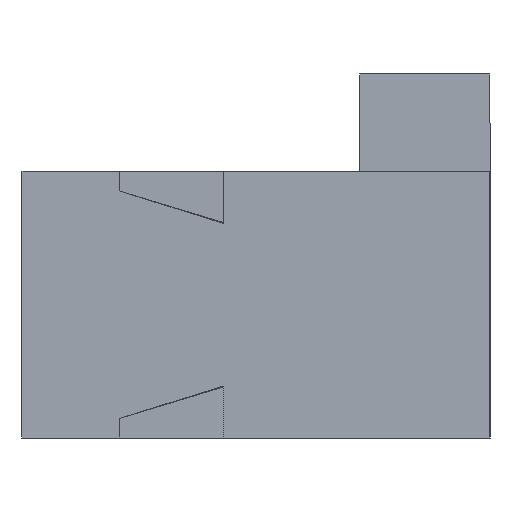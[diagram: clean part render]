
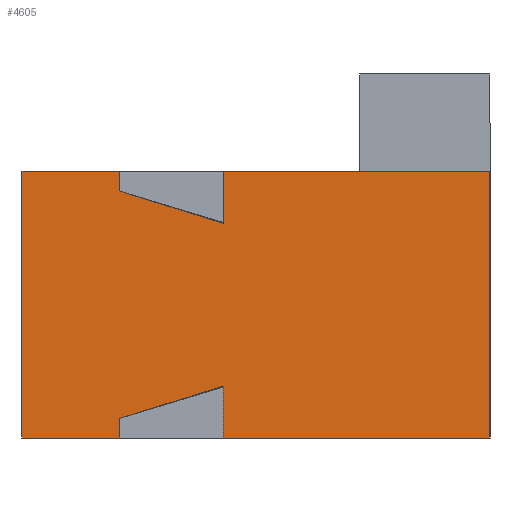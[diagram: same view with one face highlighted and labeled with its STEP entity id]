
A CAD part, left-side view. The second image highlights one B-rep face of the part: STEP entity #4605.
In plain terms, the highlighted planar face has unit normal (-1, 0, 0).
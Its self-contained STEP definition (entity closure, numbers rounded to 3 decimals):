
#51 = ORIENTED_EDGE ( 'NONE', *, *, #2068, .T. ) ;
#103 = EDGE_CURVE ( 'NONE', #4197, #8449, #4965, .T. ) ;
#134 = CARTESIAN_POINT ( 'NONE',  ( -10.1, 0., 2.05 ) ) ;
#151 = VECTOR ( 'NONE', #4098, 1000. ) ;
#281 = CARTESIAN_POINT ( 'NONE',  ( -10.1, 4.1, -2.05 ) ) ;
#305 = CARTESIAN_POINT ( 'NONE',  ( -10.1, 4.1, 2.05 ) ) ;
#436 = DIRECTION ( 'NONE',  ( -1., 0., 0. ) ) ;
#448 = EDGE_CURVE ( 'NONE', #782, #1744, #2695, .T. ) ;
#578 = EDGE_CURVE ( 'NONE', #3508, #6481, #851, .T. ) ;
#591 = VECTOR ( 'NONE', #1152, 1000. ) ;
#782 = VERTEX_POINT ( 'NONE', #3527 ) ;
#825 = CARTESIAN_POINT ( 'NONE',  ( -10.1, 4.1, -2.05 ) ) ;
#846 = EDGE_CURVE ( 'NONE', #3512, #6237, #4464, .T. ) ;
#851 = LINE ( 'NONE', #8465, #1760 ) ;
#918 = LINE ( 'NONE', #825, #3221 ) ;
#1021 = FACE_OUTER_BOUND ( 'NONE', #1498, .T. ) ;
#1152 = DIRECTION ( 'NONE',  ( 0., 0., -1. ) ) ;
#1230 = ORIENTED_EDGE ( 'NONE', *, *, #1626, .F. ) ;
#1248 = CARTESIAN_POINT ( 'NONE',  ( -10.1, 0., -2.05 ) ) ;
#1309 = VECTOR ( 'NONE', #3493, 1000. ) ;
#1498 = EDGE_LOOP ( 'NONE', ( #4626, #1230, #7881, #6611, #2744, #51, #4552, #5196, #3764, #1822, #3317, #7641 ) ) ;
#1577 = CARTESIAN_POINT ( 'NONE',  ( -10.1, 5.7, -2.05 ) ) ;
#1609 = CARTESIAN_POINT ( 'NONE',  ( -10.1, 5.7, 2.05 ) ) ;
#1626 = EDGE_CURVE ( 'NONE', #782, #3656, #7749, .T. ) ;
#1744 = VERTEX_POINT ( 'NONE', #8463 ) ;
#1760 = VECTOR ( 'NONE', #8289, 1000. ) ;
#1795 = PLANE ( 'NONE',  #8024 ) ;
#1822 = ORIENTED_EDGE ( 'NONE', *, *, #5476, .T. ) ;
#1932 = LINE ( 'NONE', #1248, #151 ) ;
#2068 = EDGE_CURVE ( 'NONE', #4197, #4796, #2678, .T. ) ;
#2535 = DIRECTION ( 'NONE',  ( 0., 0., 1. ) ) ;
#2678 = LINE ( 'NONE', #3439, #3897 ) ;
#2695 = LINE ( 'NONE', #7411, #1309 ) ;
#2744 = ORIENTED_EDGE ( 'NONE', *, *, #103, .F. ) ;
#2765 = DIRECTION ( 'NONE',  ( 0., 0., 1. ) ) ;
#2788 = VERTEX_POINT ( 'NONE', #134 ) ;
#2807 = CARTESIAN_POINT ( 'NONE',  ( -10.1, 4.1, -1.25 ) ) ;
#2875 = VECTOR ( 'NONE', #6899, 1000. ) ;
#3070 = EDGE_CURVE ( 'NONE', #4796, #3395, #5248, .T. ) ;
#3132 = VECTOR ( 'NONE', #3736, 1000. ) ;
#3152 = EDGE_CURVE ( 'NONE', #6237, #3656, #4622, .T. ) ;
#3159 = VECTOR ( 'NONE', #6276, 1000. ) ;
#3221 = VECTOR ( 'NONE', #2765, 1000. ) ;
#3277 = CARTESIAN_POINT ( 'NONE',  ( -10.1, 4.1, 1.25 ) ) ;
#3317 = ORIENTED_EDGE ( 'NONE', *, *, #7166, .T. ) ;
#3334 = DIRECTION ( 'NONE',  ( 0., 0.954, 0.298 ) ) ;
#3395 = VERTEX_POINT ( 'NONE', #2807 ) ;
#3439 = CARTESIAN_POINT ( 'NONE',  ( -10.1, 5.7, -2.05 ) ) ;
#3493 = DIRECTION ( 'NONE',  ( 0., 1., 0. ) ) ;
#3508 = VERTEX_POINT ( 'NONE', #6331 ) ;
#3512 = VERTEX_POINT ( 'NONE', #305 ) ;
#3515 = VECTOR ( 'NONE', #7588, 1000. ) ;
#3527 = CARTESIAN_POINT ( 'NONE',  ( -10.1, 5.7, 2.05 ) ) ;
#3567 = LINE ( 'NONE', #7660, #3159 ) ;
#3656 = VERTEX_POINT ( 'NONE', #5183 ) ;
#3736 = DIRECTION ( 'NONE',  ( 0., -0.954, 0.298 ) ) ;
#3764 = ORIENTED_EDGE ( 'NONE', *, *, #578, .F. ) ;
#3897 = VECTOR ( 'NONE', #8665, 1000. ) ;
#3987 = CARTESIAN_POINT ( 'NONE',  ( -10.1, 4.1, 1.25 ) ) ;
#4098 = DIRECTION ( 'NONE',  ( 0., 0., 1. ) ) ;
#4197 = VERTEX_POINT ( 'NONE', #4975 ) ;
#4215 = CARTESIAN_POINT ( 'NONE',  ( -10.1, 5.7, -1.75 ) ) ;
#4222 = VECTOR ( 'NONE', #8496, 1000. ) ;
#4305 = VECTOR ( 'NONE', #3334, 1000. ) ;
#4458 = CARTESIAN_POINT ( 'NONE',  ( -10.1, 0., -2.05 ) ) ;
#4464 = LINE ( 'NONE', #7303, #591 ) ;
#4552 = ORIENTED_EDGE ( 'NONE', *, *, #3070, .T. ) ;
#4605 = ADVANCED_FACE ( 'NONE', ( #1021 ), #1795, .T. ) ;
#4622 = LINE ( 'NONE', #3987, #4305 ) ;
#4626 = ORIENTED_EDGE ( 'NONE', *, *, #3152, .T. ) ;
#4796 = VERTEX_POINT ( 'NONE', #4215 ) ;
#4874 = EDGE_CURVE ( 'NONE', #6481, #3395, #918, .T. ) ;
#4965 = LINE ( 'NONE', #1577, #3515 ) ;
#4975 = CARTESIAN_POINT ( 'NONE',  ( -10.1, 5.7, -2.05 ) ) ;
#5183 = CARTESIAN_POINT ( 'NONE',  ( -10.1, 5.7, 1.75 ) ) ;
#5196 = ORIENTED_EDGE ( 'NONE', *, *, #4874, .F. ) ;
#5248 = LINE ( 'NONE', #5743, #3132 ) ;
#5476 = EDGE_CURVE ( 'NONE', #3508, #2788, #1932, .T. ) ;
#5647 = EDGE_CURVE ( 'NONE', #8449, #1744, #3567, .T. ) ;
#5698 = LINE ( 'NONE', #6266, #2875 ) ;
#5743 = CARTESIAN_POINT ( 'NONE',  ( -10.1, 5.7, -1.75 ) ) ;
#5950 = CARTESIAN_POINT ( 'NONE',  ( -10.1, 7.2, -2.05 ) ) ;
#6237 = VERTEX_POINT ( 'NONE', #3277 ) ;
#6266 = CARTESIAN_POINT ( 'NONE',  ( -10.1, 0., 2.05 ) ) ;
#6276 = DIRECTION ( 'NONE',  ( 0., 0., 1. ) ) ;
#6331 = CARTESIAN_POINT ( 'NONE',  ( -10.1, 0., -2.05 ) ) ;
#6481 = VERTEX_POINT ( 'NONE', #281 ) ;
#6611 = ORIENTED_EDGE ( 'NONE', *, *, #5647, .F. ) ;
#6899 = DIRECTION ( 'NONE',  ( 0., 1., 0. ) ) ;
#7166 = EDGE_CURVE ( 'NONE', #2788, #3512, #5698, .T. ) ;
#7303 = CARTESIAN_POINT ( 'NONE',  ( -10.1, 4.1, 2.05 ) ) ;
#7411 = CARTESIAN_POINT ( 'NONE',  ( -10.1, 5.7, 2.05 ) ) ;
#7588 = DIRECTION ( 'NONE',  ( 0., 1., 0. ) ) ;
#7641 = ORIENTED_EDGE ( 'NONE', *, *, #846, .T. ) ;
#7660 = CARTESIAN_POINT ( 'NONE',  ( -10.1, 7.2, -2.05 ) ) ;
#7749 = LINE ( 'NONE', #1609, #4222 ) ;
#7881 = ORIENTED_EDGE ( 'NONE', *, *, #448, .T. ) ;
#8024 = AXIS2_PLACEMENT_3D ( 'NONE', #4458, #436, #2535 ) ;
#8289 = DIRECTION ( 'NONE',  ( 0., 1., 0. ) ) ;
#8449 = VERTEX_POINT ( 'NONE', #5950 ) ;
#8463 = CARTESIAN_POINT ( 'NONE',  ( -10.1, 7.2, 2.05 ) ) ;
#8465 = CARTESIAN_POINT ( 'NONE',  ( -10.1, 0., -2.05 ) ) ;
#8496 = DIRECTION ( 'NONE',  ( 0., 0., -1. ) ) ;
#8665 = DIRECTION ( 'NONE',  ( 0., 0., 1. ) ) ;
